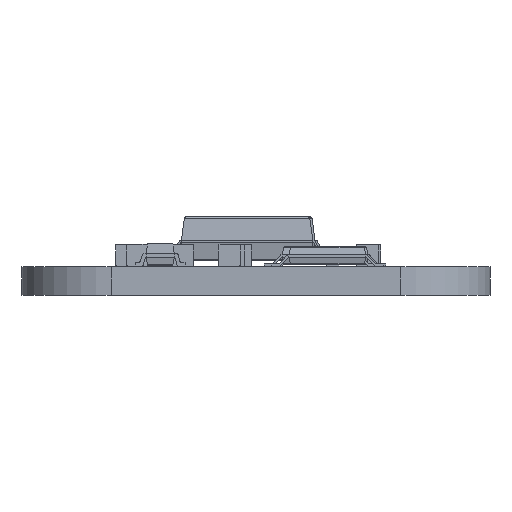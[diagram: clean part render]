
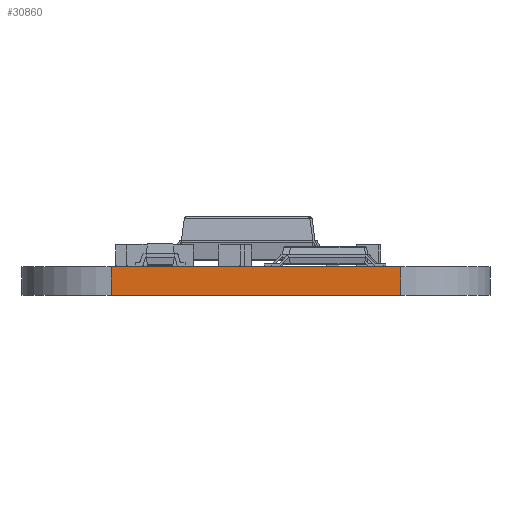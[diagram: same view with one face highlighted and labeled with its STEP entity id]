
A CAD part, front view. The second image highlights one B-rep face of the part: STEP entity #30860.
In plain terms, the highlighted planar face has unit normal (0, -1, 0).
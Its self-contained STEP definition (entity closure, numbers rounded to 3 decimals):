
#29764 = VERTEX_POINT('',#29765);
#29765 = CARTESIAN_POINT('',(3.175,-53.975,0.));
#29772 = EDGE_CURVE('',#29773,#29764,#29775,.T.);
#29773 = VERTEX_POINT('',#29774);
#29774 = CARTESIAN_POINT('',(19.685,-53.975,0.));
#29775 = LINE('',#29776,#29777);
#29776 = CARTESIAN_POINT('',(19.685,-53.975,0.));
#29777 = VECTOR('',#29778,1.);
#29778 = DIRECTION('',(-1.,0.,0.));
#30273 = VERTEX_POINT('',#30274);
#30274 = CARTESIAN_POINT('',(3.175,-53.975,1.6));
#30281 = EDGE_CURVE('',#30282,#30273,#30284,.T.);
#30282 = VERTEX_POINT('',#30283);
#30283 = CARTESIAN_POINT('',(19.685,-53.975,1.6));
#30284 = LINE('',#30285,#30286);
#30285 = CARTESIAN_POINT('',(19.685,-53.975,1.6));
#30286 = VECTOR('',#30287,1.);
#30287 = DIRECTION('',(-1.,0.,0.));
#30830 = EDGE_CURVE('',#29764,#30273,#30831,.T.);
#30831 = LINE('',#30832,#30833);
#30832 = CARTESIAN_POINT('',(3.175,-53.975,0.));
#30833 = VECTOR('',#30834,1.);
#30834 = DIRECTION('',(0.,0.,1.));
#30849 = EDGE_CURVE('',#29773,#30282,#30850,.T.);
#30850 = LINE('',#30851,#30852);
#30851 = CARTESIAN_POINT('',(19.685,-53.975,0.));
#30852 = VECTOR('',#30853,1.);
#30853 = DIRECTION('',(0.,0.,1.));
#30860 = ADVANCED_FACE('',(#30861),#30867,.T.);
#30861 = FACE_BOUND('',#30862,.T.);
#30862 = EDGE_LOOP('',(#30863,#30864,#30865,#30866));
#30863 = ORIENTED_EDGE('',*,*,#30849,.T.);
#30864 = ORIENTED_EDGE('',*,*,#30281,.T.);
#30865 = ORIENTED_EDGE('',*,*,#30830,.F.);
#30866 = ORIENTED_EDGE('',*,*,#29772,.F.);
#30867 = PLANE('',#30868);
#30868 = AXIS2_PLACEMENT_3D('',#30869,#30870,#30871);
#30869 = CARTESIAN_POINT('',(19.685,-53.975,0.));
#30870 = DIRECTION('',(0.,-1.,0.));
#30871 = DIRECTION('',(-1.,0.,0.));
